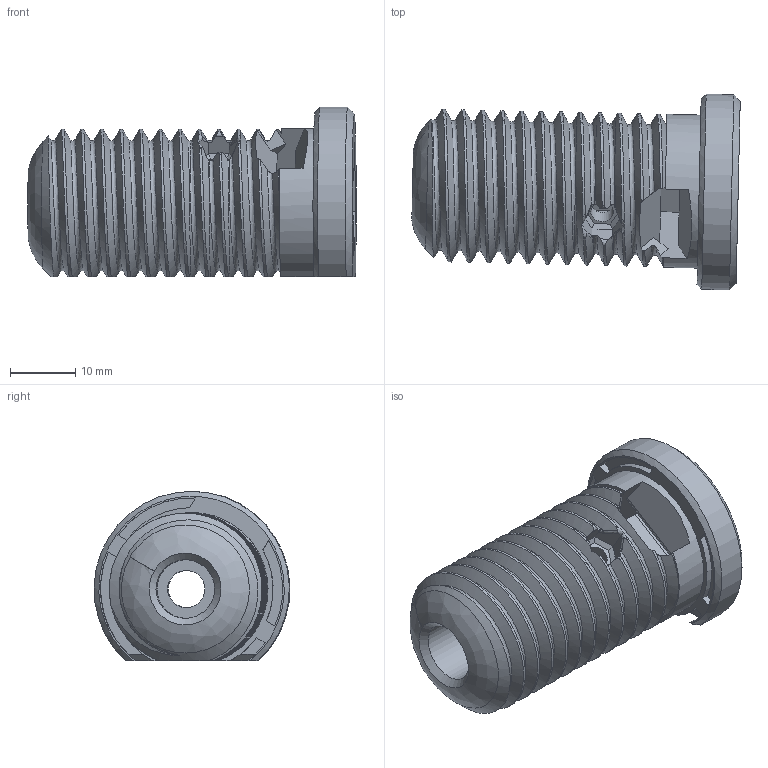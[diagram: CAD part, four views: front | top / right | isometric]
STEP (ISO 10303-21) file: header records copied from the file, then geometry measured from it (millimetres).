
FILE_DESCRIPTION(/* description */ (''),/* implementation_level */ '2;1');
FILE_NAME(/* name */ 'Multipurpose End Effector Tensioner Short.step',/* time_stamp */ '2024-06-25T23:30:44-04:00',/* author */ (''),/* organization */ (''),/* preprocessor_version */ 'ST-DEVELOPER v20',/* originating_system */ 'Autodesk Translation Framework v13.14.0.145',/* authorisation */ '');
FILE_SCHEMA (('AUTOMOTIVE_DESIGN { 1 0 10303 214 3 1 1 }'));
Length unit declared in the file: millimetre
Products named in the file (1): Multipurpose End Effector Tensioner 24mm Long
Bounding box: 50.43 x 30.07 x 26 mm (x, y, z)
Volume: 14718.9 mm3; surface area: 8037.4 mm2
Topology: 1 solids, 1 shells, 202 faces, 602 edges, 395 vertices
Faces by surface type: plane 71, cylinder 66, bspline 60, cone 5
Full cylindrical faces by diameter (mm): 3.5 x2, 5.7 x1, 6.5 x1, 9 x1
Entity records: 27912 total; most frequent: CARTESIAN_POINT 23313, ORIENTED_EDGE 1188, DIRECTION 608, EDGE_CURVE 594, VERTEX_POINT 395, B_SPLINE_CURVE_WITH_KNOTS 302, EDGE_LOOP 211, LINE 206
